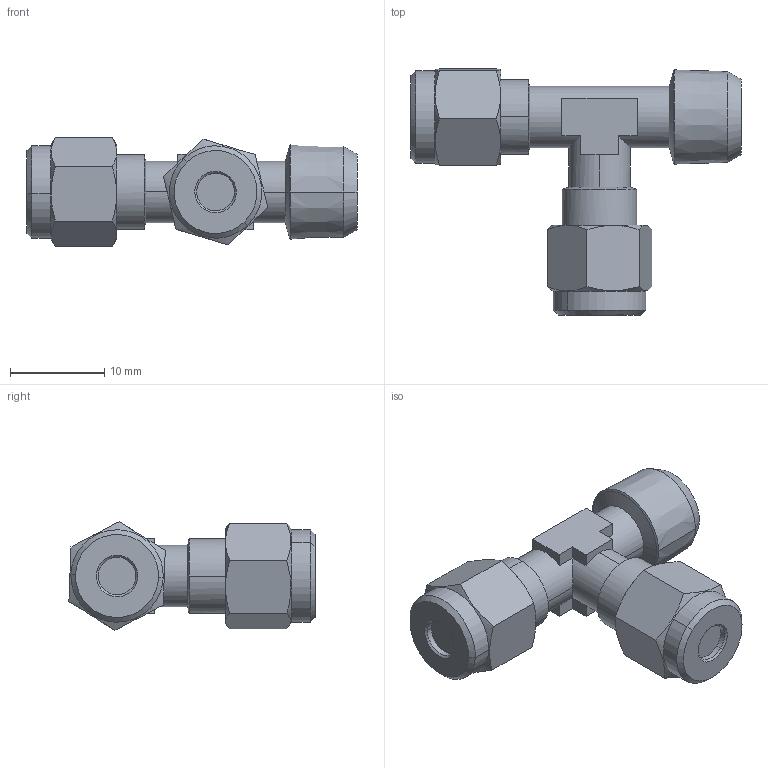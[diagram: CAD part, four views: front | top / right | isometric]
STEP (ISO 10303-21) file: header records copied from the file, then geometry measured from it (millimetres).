
FILE_DESCRIPTION (( 'STEP AP214' ), '1' );
FILE_NAME ('1023000001.step', '2013-02-25T17:12:15', ( '' ), ( '' ), 'SwSTEP 2.0', 'SolidWorks 2012', '' );
FILE_SCHEMA (( 'AUTOMOTIVE_DESIGN' ));
Length unit declared in the file: millimetre
Products named in the file (1): 1023000001
Bounding box: 35 x 26.11 x 11.54 mm (x, y, z)
Volume: 3138.1 mm3; surface area: 1887.6 mm2
Topology: 1 solids, 1 shells, 96 faces, 227 edges, 138 vertices
Faces by surface type: cone 38, plane 38, cylinder 18, torus 2
Entity records: 2921 total; most frequent: CARTESIAN_POINT 706, DIRECTION 461, ORIENTED_EDGE 454, EDGE_CURVE 227, AXIS2_PLACEMENT_3D 181, VERTEX_POINT 138, EDGE_LOOP 101, LINE 99
